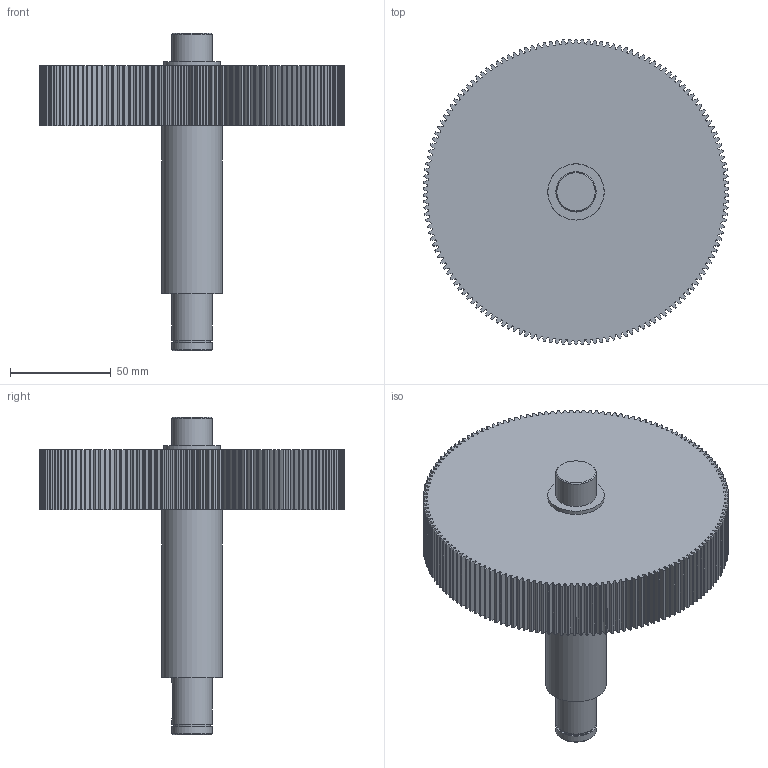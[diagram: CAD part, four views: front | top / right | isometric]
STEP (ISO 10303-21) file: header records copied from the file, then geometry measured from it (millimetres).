
FILE_DESCRIPTION( ('This file contains a STEP AP42 implementation' ,'as created by ZW3D STEP Interface translator.' ,'') ,'2;1' );
FILE_NAME( '喘謫150.iam.stp' ,'251027.114721', (''), ('ZWCAD Software Co.'), 'Version 1.0', 'ZW3D to STEP translator', '' );
FILE_SCHEMA(('AUTOMOTIVE_DESIGN { 1 0 10303 214 1 1 1 1 }'));
Length unit declared in the file: millimetre
Products named in the file (5): 0; 喘謫150.iam; 喘謫150; 喘謫150_1 FEATURE; 喘謫150饜璃.ipt
Assembly tree (3 placements, depth 3):
  0
  喘謫150.iam
    喘謫150
      喘謫150_1 FEATURE
    喘謫150饜璃.ipt
Bounding box: 151.98 x 152 x 157.8 mm (x, y, z)
Volume: 602253.3 mm3; surface area: 80100.8 mm2
Topology: 2 solids, 2 shells, 623 faces, 1853 edges, 1240 vertices
Faces by surface type: cylinder 609, plane 12, cone 2
Full cylindrical faces by diameter (mm): 18.35 x1, 20 x3, 28 x2, 30 x1
Entity records: 22471 total; most frequent: DIRECTION 4347, CARTESIAN_POINT 3762, ORIENTED_EDGE 3706, AXIS2_PLACEMENT_3D 1865, EDGE_CURVE 1853, VERTEX_POINT 1240, CIRCLE 1232, EDGE_LOOP 631
